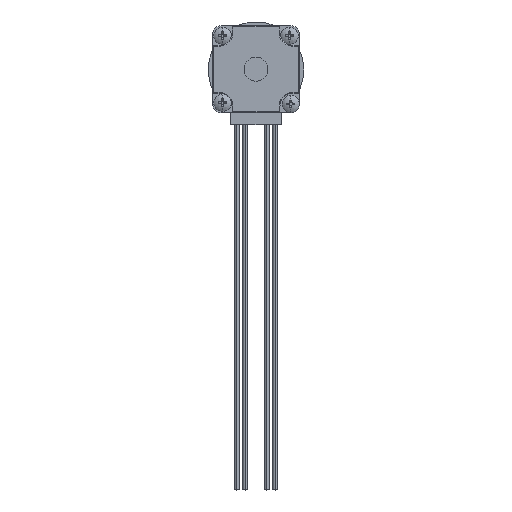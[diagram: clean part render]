
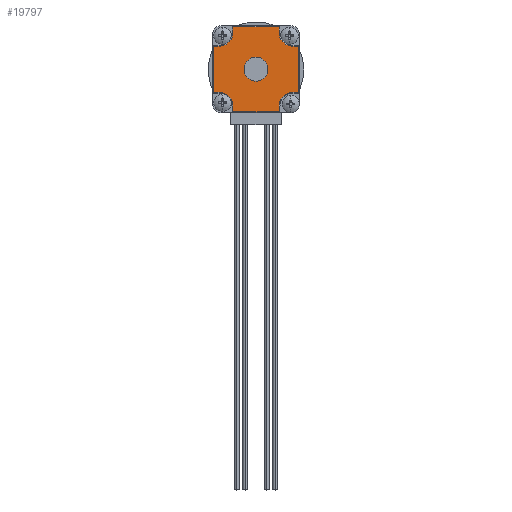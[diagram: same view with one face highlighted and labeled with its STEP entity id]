
A CAD part, top view. The second image highlights one B-rep face of the part: STEP entity #19797.
In plain terms, the highlighted face is planar.
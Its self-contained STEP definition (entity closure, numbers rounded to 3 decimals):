
#53 = CARTESIAN_POINT ( 'NONE',  ( 5.3, 8.5, 0. ) ) ;
#136 = ORIENTED_EDGE ( 'NONE', *, *, #21055, .T. ) ;
#170 = CARTESIAN_POINT ( 'NONE',  ( 8.5, -8.5, 0. ) ) ;
#187 = CARTESIAN_POINT ( 'NONE',  ( -8.5, 5.3, 0. ) ) ;
#400 = LINE ( 'NONE', #17187, #21152 ) ;
#500 = DIRECTION ( 'NONE',  ( 0., 1., 0. ) ) ;
#819 = EDGE_CURVE ( 'NONE', #16037, #6231, #16420, .T. ) ;
#838 = EDGE_CURVE ( 'NONE', #2205, #5145, #8361, .T. ) ;
#909 = AXIS2_PLACEMENT_3D ( 'NONE', #8155, #6523, #4875 ) ;
#1320 = CARTESIAN_POINT ( 'NONE',  ( -5.3, -9.8, 0. ) ) ;
#1404 = VECTOR ( 'NONE', #8283, 1000. ) ;
#1610 = CARTESIAN_POINT ( 'NONE',  ( 0., 0., 0. ) ) ;
#1714 = LINE ( 'NONE', #5198, #6829 ) ;
#1836 = CARTESIAN_POINT ( 'NONE',  ( -5.3, 9.8, 0. ) ) ;
#1928 = VECTOR ( 'NONE', #16255, 1000. ) ;
#1933 = CARTESIAN_POINT ( 'NONE',  ( -5.3, -9.8, 0. ) ) ;
#2205 = VERTEX_POINT ( 'NONE', #4712 ) ;
#2216 = DIRECTION ( 'NONE',  ( 0., 0., 1. ) ) ;
#2304 = VECTOR ( 'NONE', #21412, 1000. ) ;
#2426 = EDGE_CURVE ( 'NONE', #5015, #7551, #14183, .T. ) ;
#2866 = EDGE_CURVE ( 'NONE', #15382, #5015, #14850, .T. ) ;
#2977 = CARTESIAN_POINT ( 'NONE',  ( 0., 0., 0. ) ) ;
#3291 = DIRECTION ( 'NONE',  ( 0., 0., 1. ) ) ;
#3378 = ORIENTED_EDGE ( 'NONE', *, *, #838, .T. ) ;
#3400 = DIRECTION ( 'NONE',  ( 0., 0., 1. ) ) ;
#3950 = CARTESIAN_POINT ( 'NONE',  ( -5.3, -8.5, 0. ) ) ;
#3978 = CARTESIAN_POINT ( 'NONE',  ( 9.8, -5.3, 0. ) ) ;
#4041 = ORIENTED_EDGE ( 'NONE', *, *, #19796, .T. ) ;
#4442 = VERTEX_POINT ( 'NONE', #9072 ) ;
#4549 = DIRECTION ( 'NONE',  ( 0., 0., 1. ) ) ;
#4603 = DIRECTION ( 'NONE',  ( 1., 0., 0. ) ) ;
#4712 = CARTESIAN_POINT ( 'NONE',  ( 2.75, 0., 0. ) ) ;
#4774 = EDGE_CURVE ( 'NONE', #14284, #16037, #14955, .T. ) ;
#4875 = DIRECTION ( 'NONE',  ( -1., 0., 0. ) ) ;
#5015 = VERTEX_POINT ( 'NONE', #9573 ) ;
#5033 = CARTESIAN_POINT ( 'NONE',  ( 8.5, 8.5, 0. ) ) ;
#5145 = VERTEX_POINT ( 'NONE', #8730 ) ;
#5149 = LINE ( 'NONE', #10070, #14526 ) ;
#5198 = CARTESIAN_POINT ( 'NONE',  ( 5.3, -9.8, 0. ) ) ;
#5761 = CIRCLE ( 'NONE', #17970, 2.75 ) ;
#5917 = VECTOR ( 'NONE', #4603, 1000. ) ;
#6003 = CARTESIAN_POINT ( 'NONE',  ( 9.8, 5.3, 0. ) ) ;
#6087 = DIRECTION ( 'NONE',  ( 1., 0., 0. ) ) ;
#6170 = EDGE_CURVE ( 'NONE', #18552, #12684, #400, .T. ) ;
#6202 = ORIENTED_EDGE ( 'NONE', *, *, #6170, .T. ) ;
#6231 = VERTEX_POINT ( 'NONE', #187 ) ;
#6310 = ORIENTED_EDGE ( 'NONE', *, *, #13156, .T. ) ;
#6414 = VERTEX_POINT ( 'NONE', #9755 ) ;
#6523 = DIRECTION ( 'NONE',  ( 0., 0., -1. ) ) ;
#6767 = CARTESIAN_POINT ( 'NONE',  ( -5.3, 8.5, 0. ) ) ;
#6776 = CARTESIAN_POINT ( 'NONE',  ( -8.5, -5.3, 0. ) ) ;
#6829 = VECTOR ( 'NONE', #11967, 1000. ) ;
#6834 = CARTESIAN_POINT ( 'NONE',  ( 9.8, 5.3, 0. ) ) ;
#7124 = DIRECTION ( 'NONE',  ( -1., 0., 0. ) ) ;
#7551 = VERTEX_POINT ( 'NONE', #12526 ) ;
#7832 = ORIENTED_EDGE ( 'NONE', *, *, #2866, .T. ) ;
#7857 = DIRECTION ( 'NONE',  ( 1., 0., 0. ) ) ;
#7946 = FACE_OUTER_BOUND ( 'NONE', #16365, .T. ) ;
#8155 = CARTESIAN_POINT ( 'NONE',  ( 0., 0., 0. ) ) ;
#8245 = AXIS2_PLACEMENT_3D ( 'NONE', #20732, #20626, #15939 ) ;
#8269 = VERTEX_POINT ( 'NONE', #6776 ) ;
#8283 = DIRECTION ( 'NONE',  ( 0., 1., 0. ) ) ;
#8361 = CIRCLE ( 'NONE', #21250, 2.75 ) ;
#8365 = CIRCLE ( 'NONE', #20562, 3.2 ) ;
#8650 = EDGE_CURVE ( 'NONE', #19445, #4442, #20059, .T. ) ;
#8730 = CARTESIAN_POINT ( 'NONE',  ( -2.75, 0., 0. ) ) ;
#9072 = CARTESIAN_POINT ( 'NONE',  ( -5.3, 9.8, 0. ) ) ;
#9144 = DIRECTION ( 'NONE',  ( 0., 0., 1. ) ) ;
#9275 = VERTEX_POINT ( 'NONE', #6834 ) ;
#9523 = CARTESIAN_POINT ( 'NONE',  ( 8.5, 5.3, 0. ) ) ;
#9573 = CARTESIAN_POINT ( 'NONE',  ( 8.5, -5.3, 0. ) ) ;
#9625 = CIRCLE ( 'NONE', #20790, 3.2 ) ;
#9755 = CARTESIAN_POINT ( 'NONE',  ( 5.3, -9.8, 0. ) ) ;
#9863 = DIRECTION ( 'NONE',  ( 1., 0., 0. ) ) ;
#9909 = LINE ( 'NONE', #16360, #1928 ) ;
#10070 = CARTESIAN_POINT ( 'NONE',  ( 5.3, 9.8, 0. ) ) ;
#10216 = EDGE_CURVE ( 'NONE', #6414, #18552, #11144, .T. ) ;
#10349 = ORIENTED_EDGE ( 'NONE', *, *, #8650, .T. ) ;
#10528 = VECTOR ( 'NONE', #18207, 1000. ) ;
#10614 = ORIENTED_EDGE ( 'NONE', *, *, #4774, .T. ) ;
#10817 = VECTOR ( 'NONE', #15903, 1000. ) ;
#10937 = ORIENTED_EDGE ( 'NONE', *, *, #17262, .T. ) ;
#11144 = LINE ( 'NONE', #1320, #17268 ) ;
#11487 = DIRECTION ( 'NONE',  ( 1., 0., 0. ) ) ;
#11510 = EDGE_CURVE ( 'NONE', #12409, #18550, #15004, .T. ) ;
#11535 = EDGE_CURVE ( 'NONE', #4442, #12409, #5149, .T. ) ;
#11764 = CARTESIAN_POINT ( 'NONE',  ( -9.8, 5.3, 0. ) ) ;
#11815 = DIRECTION ( 'NONE',  ( -1., 0., 0. ) ) ;
#11967 = DIRECTION ( 'NONE',  ( 0., -1., 0. ) ) ;
#12050 = VECTOR ( 'NONE', #18538, 1000. ) ;
#12377 = ORIENTED_EDGE ( 'NONE', *, *, #11510, .T. ) ;
#12409 = VERTEX_POINT ( 'NONE', #21428 ) ;
#12488 = CARTESIAN_POINT ( 'NONE',  ( -9.8, -5.3, 0. ) ) ;
#12526 = CARTESIAN_POINT ( 'NONE',  ( 5.3, -8.5, 0. ) ) ;
#12684 = VERTEX_POINT ( 'NONE', #3950 ) ;
#12736 = ORIENTED_EDGE ( 'NONE', *, *, #19874, .T. ) ;
#12931 = CARTESIAN_POINT ( 'NONE',  ( -8.5, 5.3, 0. ) ) ;
#12977 = ORIENTED_EDGE ( 'NONE', *, *, #10216, .T. ) ;
#12978 = PLANE ( 'NONE',  #909 ) ;
#13029 = CARTESIAN_POINT ( 'NONE',  ( -9.8, 5.3, 0. ) ) ;
#13156 = EDGE_CURVE ( 'NONE', #20592, #9275, #20969, .T. ) ;
#13759 = CARTESIAN_POINT ( 'NONE',  ( 9.8, -5.3, 0. ) ) ;
#13878 = ORIENTED_EDGE ( 'NONE', *, *, #819, .T. ) ;
#14183 = CIRCLE ( 'NONE', #20079, 3.2 ) ;
#14284 = VERTEX_POINT ( 'NONE', #12488 ) ;
#14526 = VECTOR ( 'NONE', #11487, 1000. ) ;
#14544 = DIRECTION ( 'NONE',  ( -1., 0., 0. ) ) ;
#14850 = LINE ( 'NONE', #21486, #12050 ) ;
#14858 = EDGE_LOOP ( 'NONE', ( #3378, #18868 ) ) ;
#14908 = VECTOR ( 'NONE', #7857, 1000. ) ;
#14955 = LINE ( 'NONE', #11764, #10528 ) ;
#15004 = LINE ( 'NONE', #53, #2304 ) ;
#15324 = ORIENTED_EDGE ( 'NONE', *, *, #11535, .T. ) ;
#15382 = VERTEX_POINT ( 'NONE', #13759 ) ;
#15903 = DIRECTION ( 'NONE',  ( 0., -1., 0. ) ) ;
#15920 = CIRCLE ( 'NONE', #8245, 3.2 ) ;
#15939 = DIRECTION ( 'NONE',  ( -1., 0., 0. ) ) ;
#15965 = ORIENTED_EDGE ( 'NONE', *, *, #17170, .T. ) ;
#16037 = VERTEX_POINT ( 'NONE', #13029 ) ;
#16255 = DIRECTION ( 'NONE',  ( -1., 0., 0. ) ) ;
#16360 = CARTESIAN_POINT ( 'NONE',  ( -9.8, -5.3, 0. ) ) ;
#16365 = EDGE_LOOP ( 'NONE', ( #15324, #12377, #19601, #6310, #10937, #7832, #16389, #12736, #12977, #6202, #15965, #4041, #10614, #13878, #136, #10349 ) ) ;
#16389 = ORIENTED_EDGE ( 'NONE', *, *, #2426, .T. ) ;
#16420 = LINE ( 'NONE', #12931, #5917 ) ;
#16562 = FACE_BOUND ( 'NONE', #14858, .T. ) ;
#16782 = CARTESIAN_POINT ( 'NONE',  ( 5.3, 8.5, 0. ) ) ;
#17170 = EDGE_CURVE ( 'NONE', #12684, #8269, #8365, .T. ) ;
#17187 = CARTESIAN_POINT ( 'NONE',  ( -5.3, -8.5, 0. ) ) ;
#17262 = EDGE_CURVE ( 'NONE', #9275, #15382, #19049, .T. ) ;
#17268 = VECTOR ( 'NONE', #14544, 1000. ) ;
#17320 = DIRECTION ( 'NONE',  ( -1., 0., 0. ) ) ;
#17970 = AXIS2_PLACEMENT_3D ( 'NONE', #1610, #4549, #6087 ) ;
#18207 = DIRECTION ( 'NONE',  ( 0., 1., 0. ) ) ;
#18538 = DIRECTION ( 'NONE',  ( -1., 0., 0. ) ) ;
#18550 = VERTEX_POINT ( 'NONE', #16782 ) ;
#18552 = VERTEX_POINT ( 'NONE', #1933 ) ;
#18868 = ORIENTED_EDGE ( 'NONE', *, *, #19750, .T. ) ;
#19049 = LINE ( 'NONE', #3978, #10817 ) ;
#19160 = CARTESIAN_POINT ( 'NONE',  ( -8.5, -8.5, 0. ) ) ;
#19445 = VERTEX_POINT ( 'NONE', #6767 ) ;
#19601 = ORIENTED_EDGE ( 'NONE', *, *, #20348, .T. ) ;
#19750 = EDGE_CURVE ( 'NONE', #5145, #2205, #5761, .T. ) ;
#19796 = EDGE_CURVE ( 'NONE', #8269, #14284, #9909, .T. ) ;
#19797 = ADVANCED_FACE ( 'NONE', ( #7946, #16562 ), #12978, .T. ) ;
#19874 = EDGE_CURVE ( 'NONE', #7551, #6414, #1714, .T. ) ;
#20059 = LINE ( 'NONE', #1836, #1404 ) ;
#20079 = AXIS2_PLACEMENT_3D ( 'NONE', #170, #2216, #11815 ) ;
#20348 = EDGE_CURVE ( 'NONE', #18550, #20592, #9625, .T. ) ;
#20562 = AXIS2_PLACEMENT_3D ( 'NONE', #19160, #9144, #17320 ) ;
#20592 = VERTEX_POINT ( 'NONE', #9523 ) ;
#20626 = DIRECTION ( 'NONE',  ( 0., 0., 1. ) ) ;
#20732 = CARTESIAN_POINT ( 'NONE',  ( -8.5, 8.5, 0. ) ) ;
#20790 = AXIS2_PLACEMENT_3D ( 'NONE', #5033, #3400, #7124 ) ;
#20969 = LINE ( 'NONE', #6003, #14908 ) ;
#21055 = EDGE_CURVE ( 'NONE', #6231, #19445, #15920, .T. ) ;
#21152 = VECTOR ( 'NONE', #500, 1000. ) ;
#21250 = AXIS2_PLACEMENT_3D ( 'NONE', #2977, #3291, #9863 ) ;
#21412 = DIRECTION ( 'NONE',  ( 0., -1., 0. ) ) ;
#21428 = CARTESIAN_POINT ( 'NONE',  ( 5.3, 9.8, 0. ) ) ;
#21486 = CARTESIAN_POINT ( 'NONE',  ( 8.5, -5.3, 0. ) ) ;
